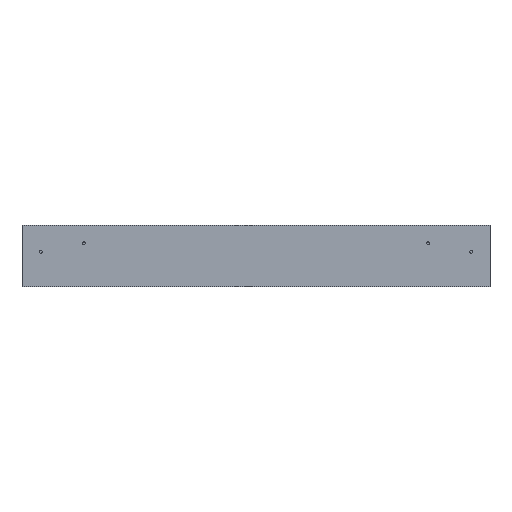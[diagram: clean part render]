
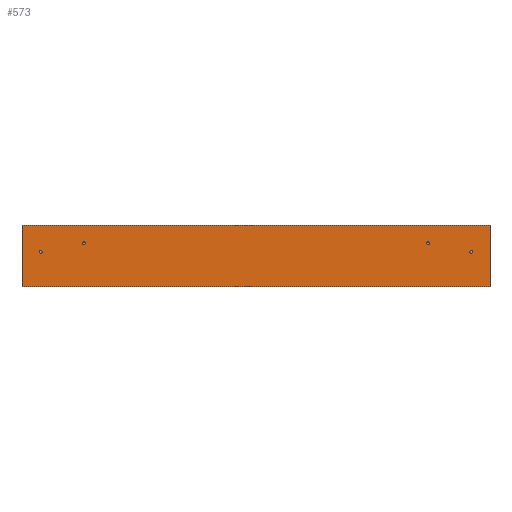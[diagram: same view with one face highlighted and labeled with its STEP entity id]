
A CAD part, top view. The second image highlights one B-rep face of the part: STEP entity #573.
In plain terms, the highlighted planar face has unit normal (0, 0, 1).
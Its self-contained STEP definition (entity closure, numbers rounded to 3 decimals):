
#19=FACE_BOUND('',#122,.T.);
#20=FACE_BOUND('',#123,.T.);
#21=FACE_BOUND('',#124,.T.);
#22=FACE_BOUND('',#125,.T.);
#45=PLANE('',#662);
#81=FACE_OUTER_BOUND('',#121,.T.);
#121=EDGE_LOOP('',(#509,#510,#511,#512));
#122=EDGE_LOOP('',(#513));
#123=EDGE_LOOP('',(#514));
#124=EDGE_LOOP('',(#515));
#125=EDGE_LOOP('',(#516));
#152=LINE('',#1008,#188);
#154=LINE('',#1013,#190);
#161=LINE('',#1046,#197);
#162=LINE('',#1048,#198);
#188=VECTOR('',#799,10.);
#190=VECTOR('',#805,10.);
#197=VECTOR('',#846,10.);
#198=VECTOR('',#849,10.);
#227=CIRCLE('',#646,0.812);
#229=CIRCLE('',#650,0.812);
#231=CIRCLE('',#654,0.812);
#233=CIRCLE('',#658,0.812);
#275=VERTEX_POINT('',#1005);
#276=VERTEX_POINT('',#1007);
#277=VERTEX_POINT('',#1012);
#278=VERTEX_POINT('',#1016);
#280=VERTEX_POINT('',#1023);
#282=VERTEX_POINT('',#1030);
#284=VERTEX_POINT('',#1037);
#286=VERTEX_POINT('',#1044);
#346=EDGE_CURVE('',#275,#276,#152,.T.);
#348=EDGE_CURVE('',#277,#276,#154,.T.);
#350=EDGE_CURVE('',#278,#278,#227,.T.);
#353=EDGE_CURVE('',#280,#280,#229,.T.);
#356=EDGE_CURVE('',#282,#282,#231,.T.);
#359=EDGE_CURVE('',#284,#284,#233,.T.);
#363=EDGE_CURVE('',#275,#286,#161,.T.);
#364=EDGE_CURVE('',#286,#277,#162,.T.);
#509=ORIENTED_EDGE('',*,*,#346,.F.);
#510=ORIENTED_EDGE('',*,*,#363,.T.);
#511=ORIENTED_EDGE('',*,*,#364,.T.);
#512=ORIENTED_EDGE('',*,*,#348,.T.);
#513=ORIENTED_EDGE('',*,*,#350,.T.);
#514=ORIENTED_EDGE('',*,*,#353,.T.);
#515=ORIENTED_EDGE('',*,*,#356,.T.);
#516=ORIENTED_EDGE('',*,*,#359,.T.);
#573=ADVANCED_FACE('',(#81,#19,#20,#21,#22),#45,.T.);
#646=AXIS2_PLACEMENT_3D('',#1017,#809,#810);
#650=AXIS2_PLACEMENT_3D('',#1024,#818,#819);
#654=AXIS2_PLACEMENT_3D('',#1031,#827,#828);
#658=AXIS2_PLACEMENT_3D('',#1038,#836,#837);
#662=AXIS2_PLACEMENT_3D('',#1047,#847,#848);
#799=DIRECTION('',(-1.,0.,0.));
#805=DIRECTION('',(0.,-1.,0.));
#809=DIRECTION('center_axis',(0.,0.,-1.));
#810=DIRECTION('ref_axis',(1.,0.,0.));
#818=DIRECTION('center_axis',(0.,0.,-1.));
#819=DIRECTION('ref_axis',(1.,0.,0.));
#827=DIRECTION('center_axis',(0.,0.,-1.));
#828=DIRECTION('ref_axis',(1.,0.,0.));
#836=DIRECTION('center_axis',(0.,0.,-1.));
#837=DIRECTION('ref_axis',(1.,0.,0.));
#846=DIRECTION('',(0.,1.,0.));
#847=DIRECTION('center_axis',(0.,0.,1.));
#848=DIRECTION('ref_axis',(-1.,0.,0.));
#849=DIRECTION('',(-1.,0.,0.));
#1005=CARTESIAN_POINT('',(278.92,60.547,-9.202));
#1007=CARTESIAN_POINT('',(7.02,60.547,-9.202));
#1008=CARTESIAN_POINT('',(211.045,60.547,-9.202));
#1012=CARTESIAN_POINT('',(7.02,96.145,-9.202));
#1013=CARTESIAN_POINT('',(7.02,98.346,-9.202));
#1016=CARTESIAN_POINT('',(267.159,80.747,-9.202));
#1017=CARTESIAN_POINT('Origin',(267.97,80.747,-9.202));
#1023=CARTESIAN_POINT('',(242.159,85.747,-9.202));
#1024=CARTESIAN_POINT('Origin',(242.97,85.747,-9.202));
#1030=CARTESIAN_POINT('',(42.159,85.747,-9.202));
#1031=CARTESIAN_POINT('Origin',(42.97,85.747,-9.202));
#1037=CARTESIAN_POINT('',(17.159,80.747,-9.202));
#1038=CARTESIAN_POINT('Origin',(17.97,80.747,-9.202));
#1044=CARTESIAN_POINT('',(278.92,96.145,-9.202));
#1046=CARTESIAN_POINT('',(278.92,70.93,-9.202));
#1047=CARTESIAN_POINT('Origin',(279.12,100.547,-9.202));
#1048=CARTESIAN_POINT('',(137.97,96.145,-9.202));
